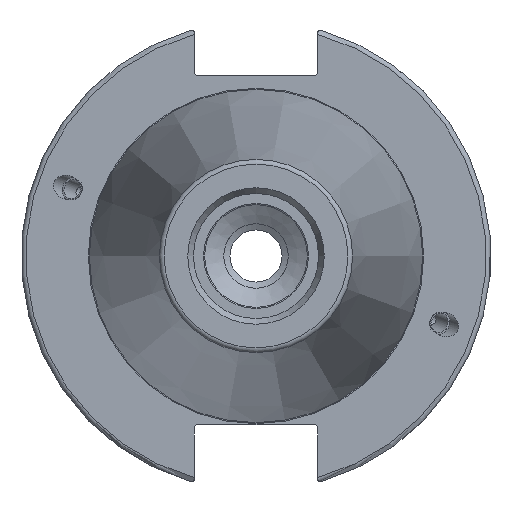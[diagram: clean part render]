
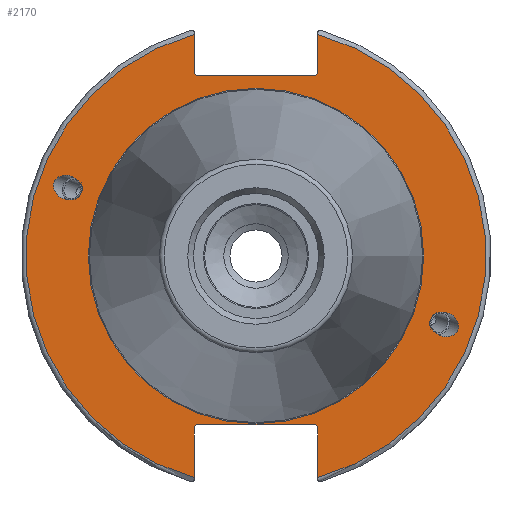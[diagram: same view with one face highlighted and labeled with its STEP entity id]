
A CAD part, left-side view. The second image highlights one B-rep face of the part: STEP entity #2170.
In plain terms, the highlighted planar face has unit normal (-1, 0, 0).
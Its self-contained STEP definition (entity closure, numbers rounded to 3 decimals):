
#31=ELLIPSE('',#2398,3.052,2.5);
#32=ELLIPSE('',#2437,3.052,2.5);
#45=PLANE('',#2450);
#103=FACE_BOUND('',#352,.T.);
#104=FACE_BOUND('',#353,.T.);
#105=FACE_BOUND('',#354,.T.);
#229=FACE_OUTER_BOUND('',#351,.T.);
#351=EDGE_LOOP('',(#1815,#1816,#1817,#1818,#1819,#1820,#1821,#1822,#1823,
#1824,#1825,#1826));
#352=EDGE_LOOP('',(#1827));
#353=EDGE_LOOP('',(#1828));
#354=EDGE_LOOP('',(#1829,#1830));
#459=LINE('',#4077,#563);
#460=LINE('',#4079,#564);
#461=LINE('',#4081,#565);
#462=LINE('',#4083,#566);
#463=LINE('',#4085,#567);
#464=LINE('',#4089,#568);
#465=LINE('',#4091,#569);
#466=LINE('',#4093,#570);
#467=LINE('',#4095,#571);
#468=LINE('',#4096,#572);
#563=VECTOR('',#3022,10.);
#564=VECTOR('',#3023,10.);
#565=VECTOR('',#3024,10.);
#566=VECTOR('',#3025,10.);
#567=VECTOR('',#3026,10.);
#568=VECTOR('',#3029,10.);
#569=VECTOR('',#3030,10.);
#570=VECTOR('',#3031,10.);
#571=VECTOR('',#3032,10.);
#572=VECTOR('',#3033,10.);
#756=CIRCLE('',#2446,35.125);
#757=CIRCLE('',#2447,35.125);
#760=CIRCLE('',#2451,48.213);
#761=CIRCLE('',#2452,48.213);
#928=VERTEX_POINT('',#3778);
#971=VERTEX_POINT('',#4047);
#977=VERTEX_POINT('',#4064);
#978=VERTEX_POINT('',#4066);
#980=VERTEX_POINT('',#4073);
#981=VERTEX_POINT('',#4074);
#982=VERTEX_POINT('',#4076);
#983=VERTEX_POINT('',#4078);
#984=VERTEX_POINT('',#4080);
#985=VERTEX_POINT('',#4082);
#986=VERTEX_POINT('',#4084);
#987=VERTEX_POINT('',#4086);
#988=VERTEX_POINT('',#4088);
#989=VERTEX_POINT('',#4090);
#990=VERTEX_POINT('',#4092);
#991=VERTEX_POINT('',#4094);
#1213=EDGE_CURVE('',#928,#928,#31,.T.);
#1269=EDGE_CURVE('',#971,#971,#32,.T.);
#1277=EDGE_CURVE('',#977,#978,#756,.T.);
#1278=EDGE_CURVE('',#978,#977,#757,.T.);
#1281=EDGE_CURVE('',#980,#981,#760,.T.);
#1282=EDGE_CURVE('',#980,#982,#459,.T.);
#1283=EDGE_CURVE('',#983,#982,#460,.T.);
#1284=EDGE_CURVE('',#983,#984,#461,.T.);
#1285=EDGE_CURVE('',#985,#984,#462,.T.);
#1286=EDGE_CURVE('',#985,#986,#463,.T.);
#1287=EDGE_CURVE('',#987,#986,#761,.T.);
#1288=EDGE_CURVE('',#987,#988,#464,.T.);
#1289=EDGE_CURVE('',#989,#988,#465,.T.);
#1290=EDGE_CURVE('',#989,#990,#466,.T.);
#1291=EDGE_CURVE('',#991,#990,#467,.T.);
#1292=EDGE_CURVE('',#991,#981,#468,.T.);
#1815=ORIENTED_EDGE('',*,*,#1281,.F.);
#1816=ORIENTED_EDGE('',*,*,#1282,.T.);
#1817=ORIENTED_EDGE('',*,*,#1283,.F.);
#1818=ORIENTED_EDGE('',*,*,#1284,.T.);
#1819=ORIENTED_EDGE('',*,*,#1285,.F.);
#1820=ORIENTED_EDGE('',*,*,#1286,.T.);
#1821=ORIENTED_EDGE('',*,*,#1287,.F.);
#1822=ORIENTED_EDGE('',*,*,#1288,.T.);
#1823=ORIENTED_EDGE('',*,*,#1289,.F.);
#1824=ORIENTED_EDGE('',*,*,#1290,.T.);
#1825=ORIENTED_EDGE('',*,*,#1291,.F.);
#1826=ORIENTED_EDGE('',*,*,#1292,.T.);
#1827=ORIENTED_EDGE('',*,*,#1213,.T.);
#1828=ORIENTED_EDGE('',*,*,#1269,.T.);
#1829=ORIENTED_EDGE('',*,*,#1278,.F.);
#1830=ORIENTED_EDGE('',*,*,#1277,.F.);
#2170=ADVANCED_FACE('',(#229,#103,#104,#105),#45,.T.);
#2398=AXIS2_PLACEMENT_3D('',#3780,#2896,#2897);
#2437=AXIS2_PLACEMENT_3D('',#4049,#2990,#2991);
#2446=AXIS2_PLACEMENT_3D('',#4067,#3010,#3011);
#2447=AXIS2_PLACEMENT_3D('',#4068,#3012,#3013);
#2450=AXIS2_PLACEMENT_3D('',#4072,#3018,#3019);
#2451=AXIS2_PLACEMENT_3D('',#4075,#3020,#3021);
#2452=AXIS2_PLACEMENT_3D('',#4087,#3027,#3028);
#2896=DIRECTION('center_axis',(1.,0.,0.));
#2897=DIRECTION('ref_axis',(0.,-0.94,-0.342));
#2990=DIRECTION('center_axis',(1.,0.,0.));
#2991=DIRECTION('ref_axis',(0.,0.94,0.342));
#3010=DIRECTION('center_axis',(-1.,0.,0.));
#3011=DIRECTION('ref_axis',(0.,-1.,0.));
#3012=DIRECTION('center_axis',(-1.,0.,0.));
#3013=DIRECTION('ref_axis',(0.,-1.,0.));
#3018=DIRECTION('center_axis',(-1.,0.,0.));
#3019=DIRECTION('ref_axis',(0.,0.,1.));
#3020=DIRECTION('center_axis',(1.,0.,0.));
#3021=DIRECTION('ref_axis',(0.,-1.,0.));
#3022=DIRECTION('',(0.,0.,-1.));
#3023=DIRECTION('',(0.,-0.707,0.707));
#3024=DIRECTION('',(0.,1.,0.));
#3025=DIRECTION('',(0.,-0.707,-0.707));
#3026=DIRECTION('',(0.,0.,1.));
#3027=DIRECTION('center_axis',(1.,0.,0.));
#3028=DIRECTION('ref_axis',(0.,1.,0.));
#3029=DIRECTION('',(0.,0.,1.));
#3030=DIRECTION('',(0.,0.707,-0.707));
#3031=DIRECTION('',(0.,-1.,0.));
#3032=DIRECTION('',(0.,0.707,0.707));
#3033=DIRECTION('',(0.,0.,-1.));
#3778=CARTESIAN_POINT('',(3.175,-36.599,-13.321));
#3780=CARTESIAN_POINT('Origin',(3.175,-39.467,-14.365));
#4047=CARTESIAN_POINT('',(3.175,36.599,13.321));
#4049=CARTESIAN_POINT('Origin',(3.175,39.467,14.365));
#4064=CARTESIAN_POINT('',(3.175,0.,35.125));
#4066=CARTESIAN_POINT('',(3.175,35.125,0.));
#4067=CARTESIAN_POINT('Origin',(3.175,0.,0.));
#4068=CARTESIAN_POINT('Origin',(3.175,0.,0.));
#4072=CARTESIAN_POINT('Origin',(3.175,49.213,0.));
#4073=CARTESIAN_POINT('',(3.175,-12.95,46.441));
#4074=CARTESIAN_POINT('',(3.175,-12.95,-46.441));
#4075=CARTESIAN_POINT('Origin',(3.175,0.,0.));
#4076=CARTESIAN_POINT('',(3.175,-12.95,38.219));
#4077=CARTESIAN_POINT('',(3.175,-12.95,18.86));
#4078=CARTESIAN_POINT('',(3.175,-12.45,37.719));
#4079=CARTESIAN_POINT('',(3.175,12.27,12.999));
#4080=CARTESIAN_POINT('',(3.175,12.45,37.719));
#4081=CARTESIAN_POINT('',(3.175,24.606,37.719));
#4082=CARTESIAN_POINT('',(3.175,12.95,38.219));
#4083=CARTESIAN_POINT('',(3.175,12.336,37.605));
#4084=CARTESIAN_POINT('',(3.175,12.95,46.441));
#4085=CARTESIAN_POINT('',(3.175,12.95,18.86));
#4086=CARTESIAN_POINT('',(3.175,12.95,-46.441));
#4087=CARTESIAN_POINT('Origin',(3.175,0.,0.));
#4088=CARTESIAN_POINT('',(3.175,12.95,-35.806));
#4089=CARTESIAN_POINT('',(3.175,12.95,-17.653));
#4090=CARTESIAN_POINT('',(3.175,12.45,-35.306));
#4091=CARTESIAN_POINT('',(3.175,12.939,-35.795));
#4092=CARTESIAN_POINT('',(3.175,-12.45,-35.306));
#4093=CARTESIAN_POINT('',(3.175,24.606,-35.306));
#4094=CARTESIAN_POINT('',(3.175,-12.95,-35.806));
#4095=CARTESIAN_POINT('',(3.175,11.667,-11.189));
#4096=CARTESIAN_POINT('',(3.175,-12.95,-17.653));
